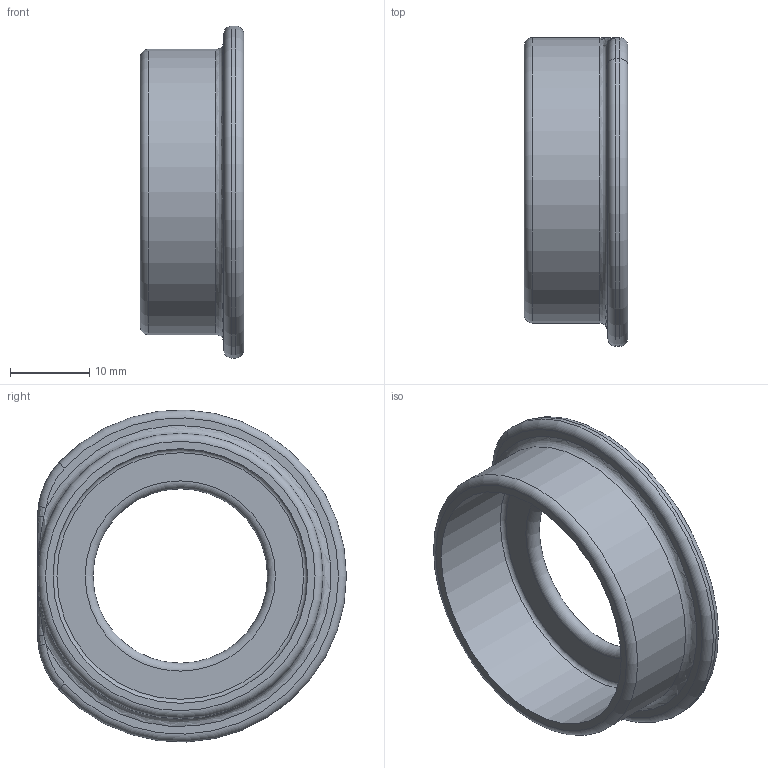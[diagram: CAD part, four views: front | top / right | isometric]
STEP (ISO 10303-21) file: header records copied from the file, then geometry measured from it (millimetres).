
FILE_DESCRIPTION(/* description */ ('Demontagewerkzeug FRONTFIXDAT32'),/* implementation_level */ '2;1');
FILE_NAME(/* name */ '8-Demontagewerkzeug-FRONTFIXDAT32-RST.stp',/* time_stamp */ '2018-06-25T12:14:30+02:00',/* author */ ('sl'),/* organization */ (''),/* preprocessor_version */ 'ST-DEVELOPER v16.5',/* originating_system */ 'Autodesk Inventor 2017',/* authorisation */ '');
FILE_SCHEMA (('AUTOMOTIVE_DESIGN { 1 0 10303 214 3 1 1 }'));
Length unit declared in the file: millimetre
Products named in the file (1): FRONTFIXDAT32
Bounding box: 13.05 x 38.95 x 41.88 mm (x, y, z)
Volume: 4283.6 mm3; surface area: 4407.3 mm2
Topology: 1 solids, 1 shells, 94 faces, 244 edges, 156 vertices
Faces by surface type: bspline 46, plane 32, torus 10, cylinder 6
Full cylindrical faces by diameter (mm): 32.11 x1, 36 x1
Entity records: 3324 total; most frequent: CARTESIAN_POINT 1313, ORIENTED_EDGE 474, DIRECTION 274, EDGE_CURVE 237, VERTEX_POINT 156, LINE 114, VECTOR 114, EDGE_LOOP 107
